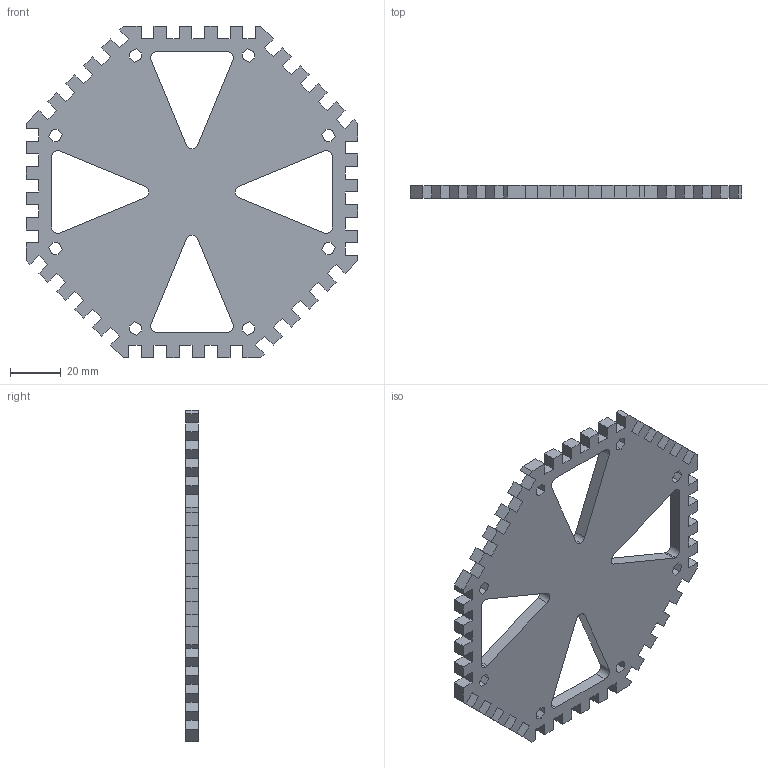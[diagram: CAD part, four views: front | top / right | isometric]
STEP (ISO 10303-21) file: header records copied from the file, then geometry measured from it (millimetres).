
FILE_DESCRIPTION (( 'STEP AP214' ), '1' );
FILE_NAME ('Bottom Octagonal Wall 10-6.STEP', '2016-10-06T17:03:54', ( '' ), ( '' ), 'SwSTEP 2.0', 'SolidWorks 2015', '' );
FILE_SCHEMA (( 'AUTOMOTIVE_DESIGN' ));
Length unit declared in the file: millimetre
Products named in the file (1): Bottom Octagonal Wall 10-6
Bounding box: 130.71 x 5 x 130.71 mm (x, y, z)
Volume: 50520.8 mm3; surface area: 27309.1 mm2
Topology: 1 solids, 1 shells, 245 faces, 729 edges, 486 vertices
Faces by surface type: plane 230, cylinder 15
Entity records: 8155 total; most frequent: CARTESIAN_POINT 1461, ORIENTED_EDGE 1458, DIRECTION 1251, EDGE_CURVE 729, LINE 699, VECTOR 699, VERTEX_POINT 486, AXIS2_PLACEMENT_3D 276
